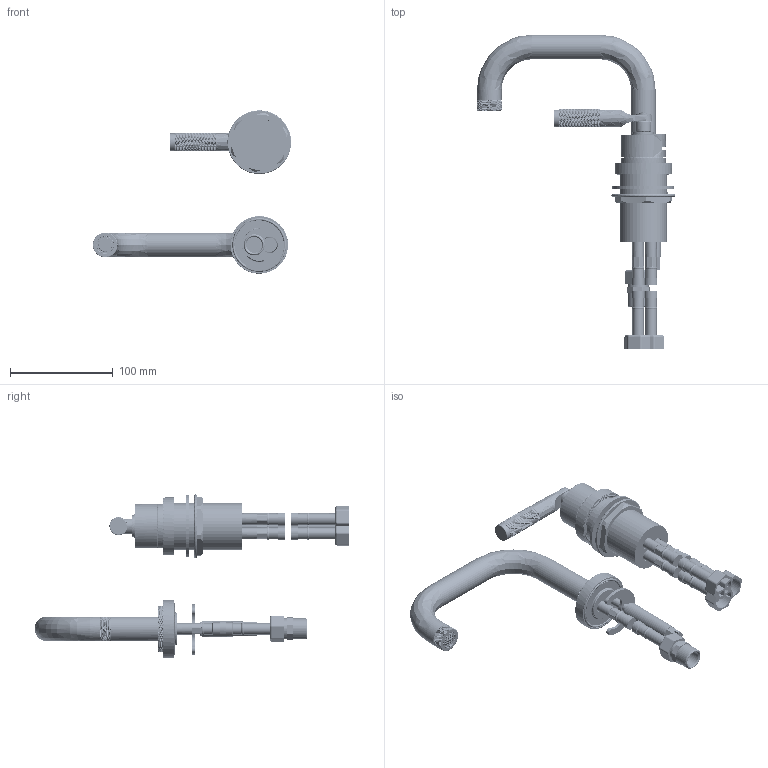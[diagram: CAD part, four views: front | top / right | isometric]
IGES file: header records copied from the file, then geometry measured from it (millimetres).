
Global section: file name: LANDMARK THINNER SPOUTS EXPORTV7K13S-1LK; native system: Autodesk Inventor 2020; preprocessor: unknown; author: rclarke; date: 20221125.122321; units: millimetre
Bounding box: 193 x 306.41 x 158.97 mm (x, y, z)
Volume: 325270.5 mm3; surface area: 182183.4 mm2
Topology: 46 solids, 47 shells, 14616 faces, 31916 edges, 17556 vertices
Faces by surface type: bspline 14616
